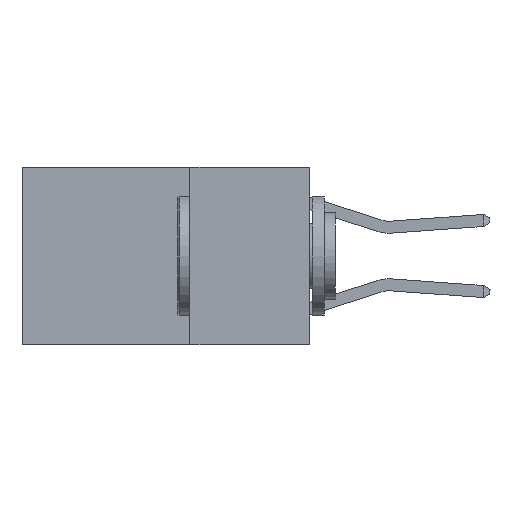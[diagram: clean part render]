
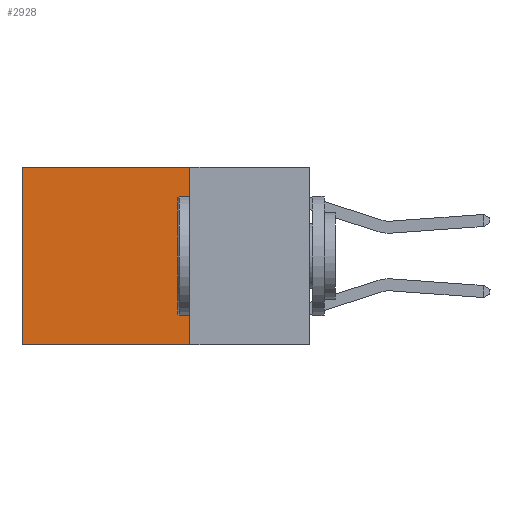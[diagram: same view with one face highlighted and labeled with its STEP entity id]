
A CAD part, left-side view. The second image highlights one B-rep face of the part: STEP entity #2928.
In plain terms, the highlighted planar face has unit normal (-1, 0, 0).
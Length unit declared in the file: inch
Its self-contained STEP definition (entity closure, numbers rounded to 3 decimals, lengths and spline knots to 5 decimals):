
#2653 = LINE ( 'NONE', #13746, #12174 ) ;
#2677 = CARTESIAN_POINT ( 'NONE',  ( 0.2625, 0.6, 0. ) ) ;
#2928 = ADVANCED_FACE ( 'NONE', ( #8162 ), #6020, .F. ) ;
#3839 = ORIENTED_EDGE ( 'NONE', *, *, #19021, .F. ) ;
#3851 = EDGE_CURVE ( 'NONE', #13373, #25722, #19467, .T. ) ;
#4313 = CARTESIAN_POINT ( 'NONE',  ( 0.2625, 0.25, 0. ) ) ;
#4884 = EDGE_CURVE ( 'NONE', #17691, #25722, #2653, .T. ) ;
#5025 = VERTEX_POINT ( 'NONE', #15677 ) ;
#5182 = ORIENTED_EDGE ( 'NONE', *, *, #4884, .F. ) ;
#5414 = DIRECTION ( 'NONE',  ( 0., 0., -1. ) ) ;
#5476 = AXIS2_PLACEMENT_3D ( 'NONE', #12036, #20145, #8062 ) ;
#6020 = PLANE ( 'NONE',  #5476 ) ;
#6604 = ORIENTED_EDGE ( 'NONE', *, *, #3851, .T. ) ;
#8062 = DIRECTION ( 'NONE',  ( 0., 0., -1. ) ) ;
#8162 = FACE_OUTER_BOUND ( 'NONE', #20374, .T. ) ;
#8641 = CARTESIAN_POINT ( 'NONE',  ( 0.2625, 0.6, 0. ) ) ;
#9795 = CARTESIAN_POINT ( 'NONE',  ( 0.2625, 0.25, -0.37 ) ) ;
#9874 = ORIENTED_EDGE ( 'NONE', *, *, #13872, .T. ) ;
#12036 = CARTESIAN_POINT ( 'NONE',  ( 0.2625, 0.25, 0. ) ) ;
#12174 = VECTOR ( 'NONE', #19815, 39.37008 ) ;
#12868 = DIRECTION ( 'NONE',  ( 0., 0., -1. ) ) ;
#13373 = VERTEX_POINT ( 'NONE', #8641 ) ;
#13746 = CARTESIAN_POINT ( 'NONE',  ( 0.2625, 0.25, -0.37 ) ) ;
#13872 = EDGE_CURVE ( 'NONE', #5025, #13373, #23189, .T. ) ;
#14100 = CARTESIAN_POINT ( 'NONE',  ( 0.2625, 0.6, -0.37 ) ) ;
#15677 = CARTESIAN_POINT ( 'NONE',  ( 0.2625, 0.25, 0. ) ) ;
#16901 = LINE ( 'NONE', #21637, #21001 ) ;
#17691 = VERTEX_POINT ( 'NONE', #9795 ) ;
#17854 = VECTOR ( 'NONE', #24455, 39.37008 ) ;
#19021 = EDGE_CURVE ( 'NONE', #5025, #17691, #16901, .T. ) ;
#19467 = LINE ( 'NONE', #2677, #24135 ) ;
#19815 = DIRECTION ( 'NONE',  ( 0., 1., 0. ) ) ;
#20145 = DIRECTION ( 'NONE',  ( 1., 0., 0. ) ) ;
#20374 = EDGE_LOOP ( 'NONE', ( #6604, #5182, #3839, #9874 ) ) ;
#21001 = VECTOR ( 'NONE', #5414, 39.37008 ) ;
#21637 = CARTESIAN_POINT ( 'NONE',  ( 0.2625, 0.25, 0. ) ) ;
#23189 = LINE ( 'NONE', #4313, #17854 ) ;
#24135 = VECTOR ( 'NONE', #12868, 39.37008 ) ;
#24455 = DIRECTION ( 'NONE',  ( 0., 1., 0. ) ) ;
#25722 = VERTEX_POINT ( 'NONE', #14100 ) ;
